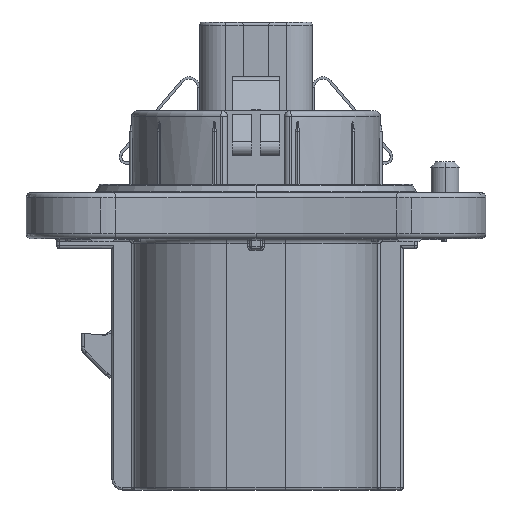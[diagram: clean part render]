
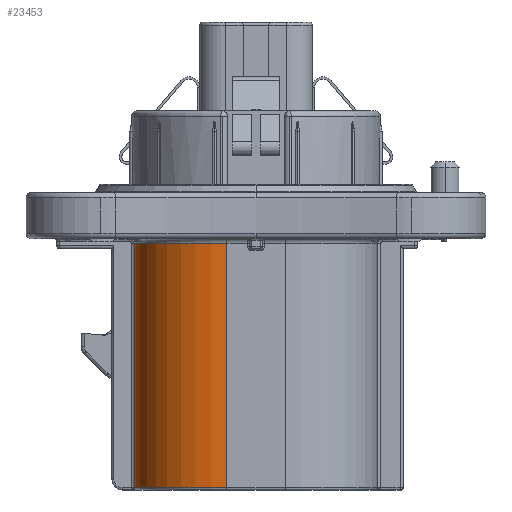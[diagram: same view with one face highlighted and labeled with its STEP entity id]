
A CAD part, left-side view. The second image highlights one B-rep face of the part: STEP entity #23453.
In plain terms, the highlighted cylindrical face has radius 9.05 mm (diameter 18.1 mm), a partial arc.
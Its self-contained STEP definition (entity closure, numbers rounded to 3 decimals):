
#3641 = CARTESIAN_POINT ( 'NONE',  ( -20.3, 2.85, -0.5 ) ) ;
#3648 = DIRECTION ( 'NONE',  ( 0., 0., -1. ) ) ;
#3954 = CARTESIAN_POINT ( 'NONE',  ( -11.25, 11.9, -24.4 ) ) ;
#8846 = ORIENTED_EDGE ( 'NONE', *, *, #83571, .T. ) ;
#15921 = VERTEX_POINT ( 'NONE', #123027 ) ;
#23453 = ADVANCED_FACE ( 'NONE', ( #93069 ), #120308, .T. ) ;
#25434 = CARTESIAN_POINT ( 'NONE',  ( -20.3, 2.85, -24.6 ) ) ;
#25633 = DIRECTION ( 'NONE',  ( 0., 0., 1. ) ) ;
#29094 = VERTEX_POINT ( 'NONE', #3641 ) ;
#31115 = EDGE_CURVE ( 'NONE', #44112, #101843, #87633, .T. ) ;
#38682 = DIRECTION ( 'NONE',  ( 1., 0., 0. ) ) ;
#44112 = VERTEX_POINT ( 'NONE', #3954 ) ;
#46340 = DIRECTION ( 'NONE',  ( 1., 0., 0. ) ) ;
#46355 = CARTESIAN_POINT ( 'NONE',  ( -11.25, 2.85, -0.5 ) ) ;
#49016 = ORIENTED_EDGE ( 'NONE', *, *, #96004, .T. ) ;
#62434 = DIRECTION ( 'NONE',  ( 0., 0., 1. ) ) ;
#65382 = DIRECTION ( 'NONE',  ( 0., 0., 1. ) ) ;
#65988 = VECTOR ( 'NONE', #65382, 1000. ) ;
#66064 = DIRECTION ( 'NONE',  ( 1., 0., 0. ) ) ;
#66497 = CARTESIAN_POINT ( 'NONE',  ( -11.25, 2.85, -24.4 ) ) ;
#68187 = EDGE_LOOP ( 'NONE', ( #75022, #8846, #49016, #129635 ) ) ;
#68709 = CARTESIAN_POINT ( 'NONE',  ( -11.25, 2.85, -24.6 ) ) ;
#74483 = AXIS2_PLACEMENT_3D ( 'NONE', #68709, #131539, #38682 ) ;
#75022 = ORIENTED_EDGE ( 'NONE', *, *, #31115, .F. ) ;
#83571 = EDGE_CURVE ( 'NONE', #44112, #15921, #115495, .T. ) ;
#87633 = LINE ( 'NONE', #124889, #132571 ) ;
#89950 = EDGE_CURVE ( 'NONE', #29094, #101843, #111535, .T. ) ;
#90148 = LINE ( 'NONE', #25434, #65988 ) ;
#90807 = AXIS2_PLACEMENT_3D ( 'NONE', #66497, #25633, #46340 ) ;
#93069 = FACE_OUTER_BOUND ( 'NONE', #68187, .T. ) ;
#96004 = EDGE_CURVE ( 'NONE', #15921, #29094, #90148, .T. ) ;
#101843 = VERTEX_POINT ( 'NONE', #124329 ) ;
#105591 = AXIS2_PLACEMENT_3D ( 'NONE', #46355, #3648, #66064 ) ;
#111535 = CIRCLE ( 'NONE', #105591, 9.05 ) ;
#115495 = CIRCLE ( 'NONE', #90807, 9.05 ) ;
#120308 = CYLINDRICAL_SURFACE ( 'NONE', #74483, 9.05 ) ;
#123027 = CARTESIAN_POINT ( 'NONE',  ( -20.3, 2.85, -24.4 ) ) ;
#124329 = CARTESIAN_POINT ( 'NONE',  ( -11.25, 11.9, -0.5 ) ) ;
#124889 = CARTESIAN_POINT ( 'NONE',  ( -11.25, 11.9, -24.6 ) ) ;
#129635 = ORIENTED_EDGE ( 'NONE', *, *, #89950, .T. ) ;
#131539 = DIRECTION ( 'NONE',  ( 0., 0., 1. ) ) ;
#132571 = VECTOR ( 'NONE', #62434, 1000. ) ;
